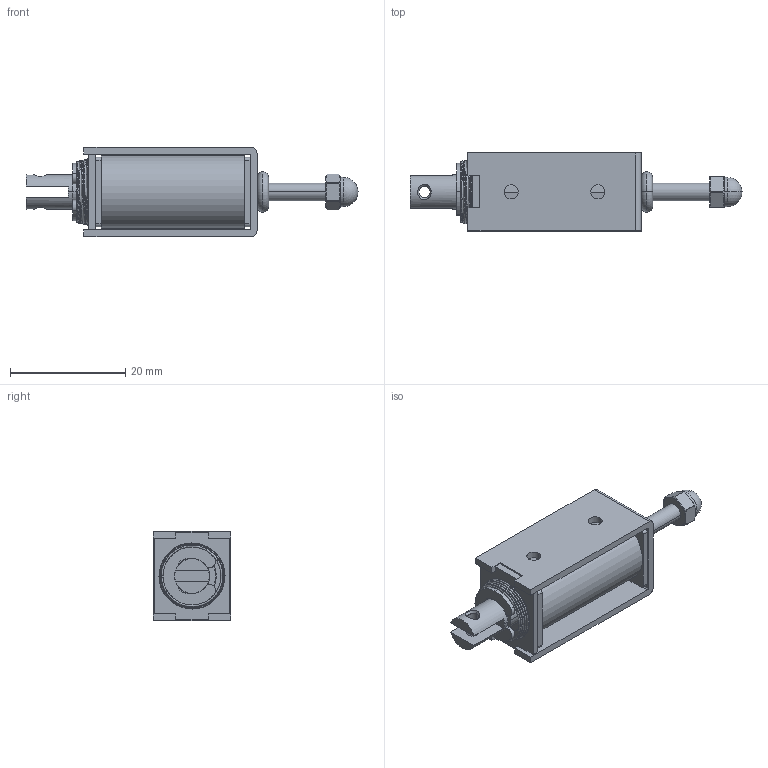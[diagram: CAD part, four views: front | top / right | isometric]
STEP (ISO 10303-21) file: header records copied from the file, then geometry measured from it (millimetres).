
FILE_DESCRIPTION (( 'STEP AP214' ), '1' );
FILE_NAME ('SOLENOID_COMP.STEP', '2018-02-13T11:38:40', ( '' ), ( '' ), 'SwSTEP 2.0', 'SolidWorks 2015', '' );
FILE_SCHEMA (( 'AUTOMOTIVE_DESIGN' ));
Length unit declared in the file: millimetre
Products named in the file (10): muelle_comprimido; nucleo; tapa carcasa; carcasa; vástago; tuerca; goma; bobinado; arandela; SOLENOID_COMP
Assembly tree (9 placements, depth 2):
  SOLENOID_COMP
    carcasa
    nucleo
    bobinado
    tapa carcasa
    vástago
    arandela
    tuerca
    goma
    muelle_comprimido
Bounding box: 57.55 x 13.5 x 15.5 mm (x, y, z)
Volume: 5070 mm3; surface area: 7557.7 mm2
Topology: 10 solids, 10 shells, 263 faces, 619 edges, 356 vertices
Faces by surface type: cylinder 79, plane 70, sphere 52, torus 50, bspline 6, cone 6
Entity records: 12516 total; most frequent: CARTESIAN_POINT 5979, DIRECTION 1451, ORIENTED_EDGE 1186, AXIS2_PLACEMENT_3D 616, EDGE_CURVE 593, VERTEX_POINT 354, CIRCLE 347, EDGE_LOOP 289
